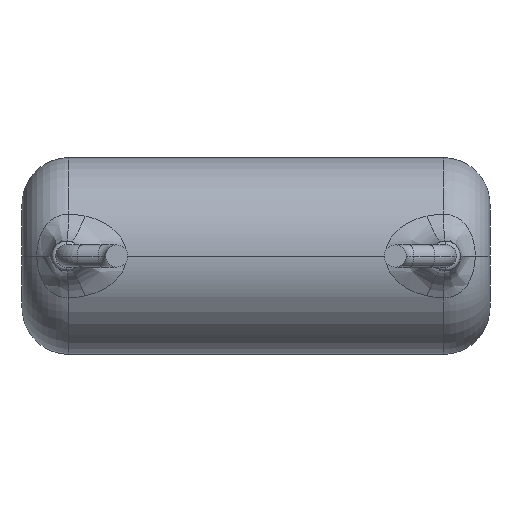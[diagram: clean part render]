
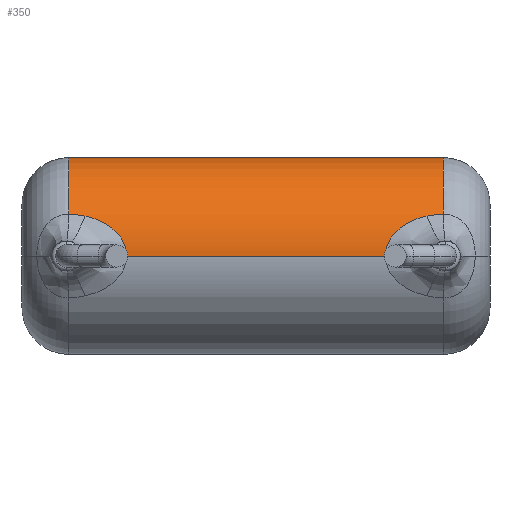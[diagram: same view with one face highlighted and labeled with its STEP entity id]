
A CAD part, front view. The second image highlights one B-rep face of the part: STEP entity #350.
In plain terms, the highlighted cylindrical face has radius 2.65 mm (diameter 5.3 mm), a partial arc.
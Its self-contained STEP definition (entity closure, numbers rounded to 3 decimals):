
#6 = B_SPLINE_CURVE_WITH_KNOTS ( 'NONE', 3,
 ( #2288, #426, #2192, #783, #611, #1107, #934, #1480, #68, #77, #578, #2011 ),
 .UNSPECIFIED., .F., .F.,
 ( 4, 2, 2, 2, 2, 4 ),
 ( 0., 0., 0., 0.001, 0.001, 0.002 ),
 .UNSPECIFIED. ) ;
#15 = VECTOR ( 'NONE', #2264, 1000. ) ;
#42 = DIRECTION ( 'NONE',  ( -1., 0., 0. ) ) ;
#68 = CARTESIAN_POINT ( 'NONE',  ( 4.079, 5.153, 0.889 ) ) ;
#77 = CARTESIAN_POINT ( 'NONE',  ( 4.334, 5.197, 1.004 ) ) ;
#139 = VERTEX_POINT ( 'NONE', #537 ) ;
#267 = LINE ( 'NONE', #1839, #780 ) ;
#277 = ORIENTED_EDGE ( 'NONE', *, *, #1637, .F. ) ;
#305 = CARTESIAN_POINT ( 'NONE',  ( -5.04, 5.251, 1.126 ) ) ;
#307 = VERTEX_POINT ( 'NONE', #1532 ) ;
#346 = B_SPLINE_CURVE_WITH_KNOTS ( 'NONE', 3,
 ( #1406, #696, #529, #876, #865, #1609, #1797, #1782, #899, #1063, #1232, #1976 ),
 .UNSPECIFIED., .F., .F.,
 ( 4, 2, 2, 2, 2, 4 ),
 ( 0., 0., 0., 0.001, 0.001, 0.002 ),
 .UNSPECIFIED. ) ;
#350 = ADVANCED_FACE ( 'NONE', ( #2086 ), #1195, .T. ) ;
#372 = EDGE_CURVE ( 'NONE', #786, #1188, #1692, .T. ) ;
#386 = CARTESIAN_POINT ( 'NONE',  ( -3.487, 5., 0. ) ) ;
#392 = CARTESIAN_POINT ( 'NONE',  ( 5.04, 5.251, 1.126 ) ) ;
#426 = CARTESIAN_POINT ( 'NONE',  ( 3.487, 5., 0.072 ) ) ;
#435 = CARTESIAN_POINT ( 'NONE',  ( 5.04, 5.251, 1.126 ) ) ;
#468 = DIRECTION ( 'NONE',  ( 0., -1., 0. ) ) ;
#499 = DIRECTION ( 'NONE',  ( -1., 0., 0. ) ) ;
#516 = CARTESIAN_POINT ( 'NONE',  ( 4.748, 5.241, 1.105 ) ) ;
#529 = CARTESIAN_POINT ( 'NONE',  ( -3.496, 5.003, 0.142 ) ) ;
#537 = CARTESIAN_POINT ( 'NONE',  ( 3.487, 5., 0. ) ) ;
#575 = VERTEX_POINT ( 'NONE', #2253 ) ;
#578 = CARTESIAN_POINT ( 'NONE',  ( 4.468, 5.215, 1.046 ) ) ;
#611 = CARTESIAN_POINT ( 'NONE',  ( 3.558, 5.022, 0.346 ) ) ;
#625 = EDGE_CURVE ( 'NONE', #1992, #307, #346, .T. ) ;
#696 = CARTESIAN_POINT ( 'NONE',  ( -3.487, 5., 0.072 ) ) ;
#765 = B_SPLINE_CURVE_WITH_KNOTS ( 'NONE', 3,
 ( #1973, #516, #1572, #392 ),
 .UNSPECIFIED., .F., .F.,
 ( 4, 4 ),
 ( 0.002, 0.002 ),
 .UNSPECIFIED. ) ;
#780 = VECTOR ( 'NONE', #42, 1000. ) ;
#783 = CARTESIAN_POINT ( 'NONE',  ( 3.531, 5.014, 0.278 ) ) ;
#786 = VERTEX_POINT ( 'NONE', #305 ) ;
#832 = B_SPLINE_CURVE_WITH_KNOTS ( 'NONE', 3,
 ( #1709, #1822, #1474, #1306 ),
 .UNSPECIFIED., .F., .F.,
 ( 4, 4 ),
 ( 0.002, 0.002 ),
 .UNSPECIFIED. ) ;
#837 = DIRECTION ( 'NONE',  ( -1., 0., 0. ) ) ;
#865 = CARTESIAN_POINT ( 'NONE',  ( -3.558, 5.022, 0.346 ) ) ;
#876 = CARTESIAN_POINT ( 'NONE',  ( -3.531, 5.014, 0.278 ) ) ;
#898 = AXIS2_PLACEMENT_3D ( 'NONE', #2075, #837, #468 ) ;
#899 = CARTESIAN_POINT ( 'NONE',  ( -4.079, 5.153, 0.889 ) ) ;
#934 = CARTESIAN_POINT ( 'NONE',  ( 3.747, 5.076, 0.638 ) ) ;
#976 = EDGE_CURVE ( 'NONE', #1819, #2165, #765, .T. ) ;
#978 = CIRCLE ( 'NONE', #898, 2.65 ) ;
#1063 = CARTESIAN_POINT ( 'NONE',  ( -4.334, 5.197, 1.004 ) ) ;
#1098 = EDGE_CURVE ( 'NONE', #307, #786, #832, .T. ) ;
#1103 = EDGE_LOOP ( 'NONE', ( #1699, #1740, #1570, #2046, #277, #1685, #2167, #1763 ) ) ;
#1107 = CARTESIAN_POINT ( 'NONE',  ( 3.655, 5.051, 0.531 ) ) ;
#1188 = VERTEX_POINT ( 'NONE', #2172 ) ;
#1195 = CYLINDRICAL_SURFACE ( 'NONE', #1805, 2.65 ) ;
#1206 = DIRECTION ( 'NONE',  ( 0., -1., 0. ) ) ;
#1232 = CARTESIAN_POINT ( 'NONE',  ( -4.468, 5.215, 1.046 ) ) ;
#1306 = CARTESIAN_POINT ( 'NONE',  ( -5.04, 5.251, 1.126 ) ) ;
#1374 = DIRECTION ( 'NONE',  ( -1., 0., 0. ) ) ;
#1406 = CARTESIAN_POINT ( 'NONE',  ( -3.487, 5., 0. ) ) ;
#1474 = CARTESIAN_POINT ( 'NONE',  ( -4.894, 5.249, 1.122 ) ) ;
#1480 = CARTESIAN_POINT ( 'NONE',  ( 3.959, 5.127, 0.817 ) ) ;
#1532 = CARTESIAN_POINT ( 'NONE',  ( -4.606, 5.228, 1.075 ) ) ;
#1570 = ORIENTED_EDGE ( 'NONE', *, *, #976, .T. ) ;
#1572 = CARTESIAN_POINT ( 'NONE',  ( 4.894, 5.249, 1.122 ) ) ;
#1609 = CARTESIAN_POINT ( 'NONE',  ( -3.655, 5.051, 0.531 ) ) ;
#1637 = EDGE_CURVE ( 'NONE', #1188, #575, #1733, .T. ) ;
#1685 = ORIENTED_EDGE ( 'NONE', *, *, #372, .F. ) ;
#1692 = CIRCLE ( 'NONE', #1762, 2.65 ) ;
#1699 = ORIENTED_EDGE ( 'NONE', *, *, #1901, .F. ) ;
#1709 = CARTESIAN_POINT ( 'NONE',  ( -4.606, 5.228, 1.075 ) ) ;
#1733 = LINE ( 'NONE', #1879, #15 ) ;
#1740 = ORIENTED_EDGE ( 'NONE', *, *, #1873, .T. ) ;
#1762 = AXIS2_PLACEMENT_3D ( 'NONE', #2098, #499, #1206 ) ;
#1763 = ORIENTED_EDGE ( 'NONE', *, *, #625, .F. ) ;
#1782 = CARTESIAN_POINT ( 'NONE',  ( -3.959, 5.127, 0.817 ) ) ;
#1797 = CARTESIAN_POINT ( 'NONE',  ( -3.747, 5.076, 0.638 ) ) ;
#1805 = AXIS2_PLACEMENT_3D ( 'NONE', #1930, #1374, #2125 ) ;
#1819 = VERTEX_POINT ( 'NONE', #2105 ) ;
#1822 = CARTESIAN_POINT ( 'NONE',  ( -4.748, 5.241, 1.105 ) ) ;
#1839 = CARTESIAN_POINT ( 'NONE',  ( 0., 5., 0. ) ) ;
#1873 = EDGE_CURVE ( 'NONE', #139, #1819, #6, .T. ) ;
#1879 = CARTESIAN_POINT ( 'NONE',  ( 6.3, 7.65, 2.65 ) ) ;
#1901 = EDGE_CURVE ( 'NONE', #139, #1992, #267, .T. ) ;
#1930 = CARTESIAN_POINT ( 'NONE',  ( 0., 7.65, 0. ) ) ;
#1973 = CARTESIAN_POINT ( 'NONE',  ( 4.606, 5.228, 1.075 ) ) ;
#1976 = CARTESIAN_POINT ( 'NONE',  ( -4.606, 5.228, 1.075 ) ) ;
#1992 = VERTEX_POINT ( 'NONE', #386 ) ;
#2011 = CARTESIAN_POINT ( 'NONE',  ( 4.606, 5.228, 1.075 ) ) ;
#2046 = ORIENTED_EDGE ( 'NONE', *, *, #2265, .T. ) ;
#2075 = CARTESIAN_POINT ( 'NONE',  ( 5.04, 7.65, 0. ) ) ;
#2086 = FACE_OUTER_BOUND ( 'NONE', #1103, .T. ) ;
#2098 = CARTESIAN_POINT ( 'NONE',  ( -5.04, 7.65, 0. ) ) ;
#2105 = CARTESIAN_POINT ( 'NONE',  ( 4.606, 5.228, 1.075 ) ) ;
#2125 = DIRECTION ( 'NONE',  ( 0., 0., 1. ) ) ;
#2165 = VERTEX_POINT ( 'NONE', #435 ) ;
#2167 = ORIENTED_EDGE ( 'NONE', *, *, #1098, .F. ) ;
#2172 = CARTESIAN_POINT ( 'NONE',  ( -5.04, 7.65, 2.65 ) ) ;
#2192 = CARTESIAN_POINT ( 'NONE',  ( 3.496, 5.003, 0.142 ) ) ;
#2253 = CARTESIAN_POINT ( 'NONE',  ( 5.04, 7.65, 2.65 ) ) ;
#2264 = DIRECTION ( 'NONE',  ( 1., 0., 0. ) ) ;
#2265 = EDGE_CURVE ( 'NONE', #2165, #575, #978, .T. ) ;
#2288 = CARTESIAN_POINT ( 'NONE',  ( 3.487, 5., 0. ) ) ;
